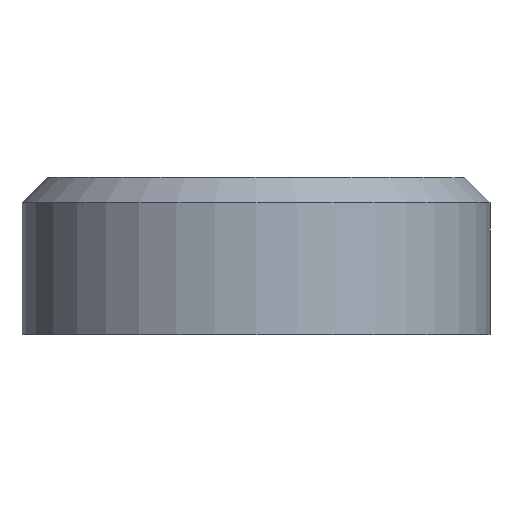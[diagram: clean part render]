
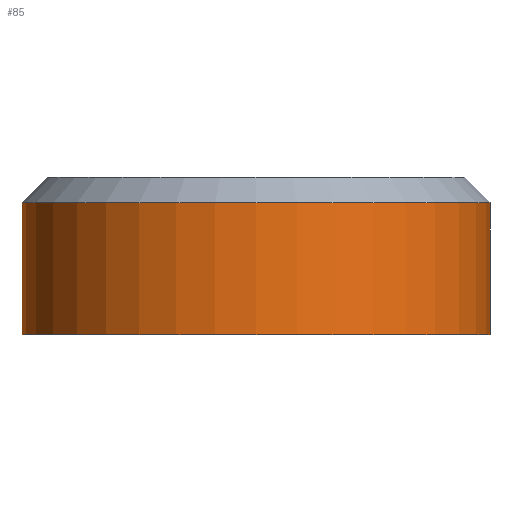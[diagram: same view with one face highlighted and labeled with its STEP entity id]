
A CAD part, front view. The second image highlights one B-rep face of the part: STEP entity #85.
In plain terms, the highlighted cylindrical face has radius 5.5 mm (diameter 11 mm), a full revolution.
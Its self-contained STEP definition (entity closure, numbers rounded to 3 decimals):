
#19=CYLINDRICAL_SURFACE('',#113,5.5);
#22=FACE_OUTER_BOUND('',#27,.T.);
#27=EDGE_LOOP('',(#68,#69,#70,#71,#72,#73));
#34=LINE('',#161,#37);
#37=VECTOR('',#134,5.5);
#40=CIRCLE('',#111,5.5);
#41=CIRCLE('',#112,5.5);
#42=CIRCLE('',#114,5.5);
#43=CIRCLE('',#115,5.5);
#47=VERTEX_POINT('',#154);
#48=VERTEX_POINT('',#156);
#49=VERTEX_POINT('',#160);
#50=VERTEX_POINT('',#162);
#55=EDGE_CURVE('',#47,#48,#40,.T.);
#56=EDGE_CURVE('',#48,#47,#41,.T.);
#57=EDGE_CURVE('',#48,#49,#34,.T.);
#58=EDGE_CURVE('',#49,#50,#42,.T.);
#59=EDGE_CURVE('',#50,#49,#43,.T.);
#68=ORIENTED_EDGE('',*,*,#55,.F.);
#69=ORIENTED_EDGE('',*,*,#56,.F.);
#70=ORIENTED_EDGE('',*,*,#57,.T.);
#71=ORIENTED_EDGE('',*,*,#58,.T.);
#72=ORIENTED_EDGE('',*,*,#59,.T.);
#73=ORIENTED_EDGE('',*,*,#57,.F.);
#85=ADVANCED_FACE('',(#22),#19,.T.);
#111=AXIS2_PLACEMENT_3D('',#157,#128,#129);
#112=AXIS2_PLACEMENT_3D('',#158,#130,#131);
#113=AXIS2_PLACEMENT_3D('',#159,#132,#133);
#114=AXIS2_PLACEMENT_3D('',#163,#135,#136);
#115=AXIS2_PLACEMENT_3D('',#164,#137,#138);
#128=DIRECTION('center_axis',(0.,0.,1.));
#129=DIRECTION('ref_axis',(-1.,0.,0.));
#130=DIRECTION('center_axis',(0.,0.,1.));
#131=DIRECTION('ref_axis',(-1.,0.,0.));
#132=DIRECTION('center_axis',(0.,0.,1.));
#133=DIRECTION('ref_axis',(1.,0.,0.));
#134=DIRECTION('',(0.,0.,-1.));
#135=DIRECTION('center_axis',(0.,0.,1.));
#136=DIRECTION('ref_axis',(1.,0.,0.));
#137=DIRECTION('center_axis',(0.,0.,1.));
#138=DIRECTION('ref_axis',(1.,0.,0.));
#154=CARTESIAN_POINT('',(5.5,0.,3.1));
#156=CARTESIAN_POINT('',(-5.5,0.,3.1));
#157=CARTESIAN_POINT('Origin',(0.,0.,3.1));
#158=CARTESIAN_POINT('Origin',(0.,0.,3.1));
#159=CARTESIAN_POINT('Origin',(0.,0.,0.));
#160=CARTESIAN_POINT('',(-5.5,0.,0.));
#161=CARTESIAN_POINT('',(-5.5,0.,0.));
#162=CARTESIAN_POINT('',(5.5,0.,0.));
#163=CARTESIAN_POINT('Origin',(0.,0.,0.));
#164=CARTESIAN_POINT('Origin',(0.,0.,0.));
